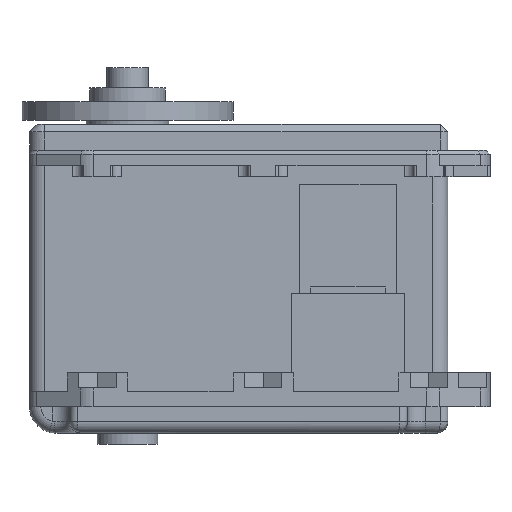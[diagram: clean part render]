
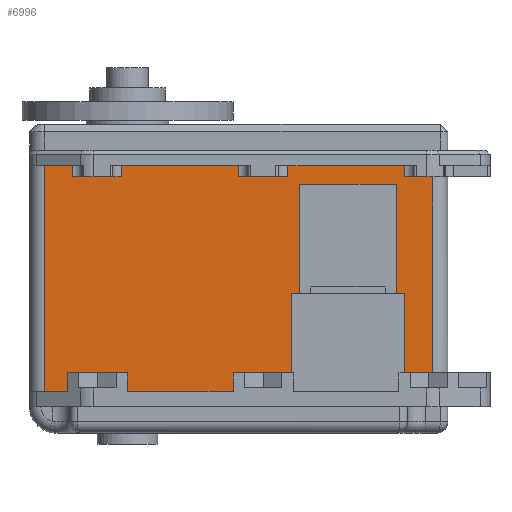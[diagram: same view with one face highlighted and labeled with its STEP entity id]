
A CAD part, left-side view. The second image highlights one B-rep face of the part: STEP entity #6996.
In plain terms, the highlighted planar face has unit normal (-1, 0, 0).
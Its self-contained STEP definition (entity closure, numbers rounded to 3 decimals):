
#650=DIRECTION('',(0.,0.,-1.));
#651=VECTOR('',#650,1.5);
#652=CARTESIAN_POINT('',(-14.5,7.25,15.));
#653=LINE('',#652,#651);
#654=DIRECTION('',(0.,0.,1.));
#655=VECTOR('',#654,1.5);
#656=CARTESIAN_POINT('',(-14.5,0.75,13.5));
#657=LINE('',#656,#655);
#658=DIRECTION('',(0.,-1.,0.));
#659=VECTOR('',#658,15.5);
#660=CARTESIAN_POINT('',(-14.5,0.75,15.));
#661=LINE('',#660,#659);
#662=DIRECTION('',(0.,0.,-1.));
#663=VECTOR('',#662,1.5);
#664=CARTESIAN_POINT('',(-14.5,-14.75,15.));
#665=LINE('',#664,#663);
#666=DIRECTION('',(0.,0.,1.));
#667=VECTOR('',#666,1.5);
#668=CARTESIAN_POINT('',(-14.5,-21.25,13.5));
#669=LINE('',#668,#667);
#670=DIRECTION('',(0.,-1.,0.));
#671=VECTOR('',#670,15.503);
#672=CARTESIAN_POINT('',(-14.5,-21.25,15.));
#673=LINE('',#672,#671);
#674=DIRECTION('',(0.,0.,-1.));
#675=VECTOR('',#674,1.5);
#676=CARTESIAN_POINT('',(-14.5,-36.753,15.));
#677=LINE('',#676,#675);
#678=DIRECTION('',(0.,1.,0.));
#679=VECTOR('',#678,0.4);
#680=CARTESIAN_POINT('',(-14.5,-40.5,-12.5));
#681=LINE('',#680,#679);
#682=DIRECTION('',(0.,1.,0.));
#683=VECTOR('',#682,0.201);
#684=CARTESIAN_POINT('',(-14.5,-40.1,-12.5));
#685=LINE('',#684,#683);
#686=DIRECTION('',(0.,1.,0.));
#687=VECTOR('',#686,3.15);
#688=CARTESIAN_POINT('',(-14.5,-39.9,-12.5));
#689=LINE('',#688,#687);
#690=DIRECTION('',(0.,0.,1.));
#691=VECTOR('',#690,10.5);
#692=CARTESIAN_POINT('',(-14.5,-36.75,-12.5));
#693=LINE('',#692,#691);
#694=DIRECTION('',(0.,1.,0.));
#695=VECTOR('',#694,1.1);
#696=CARTESIAN_POINT('',(-14.5,-36.75,-2.));
#697=LINE('',#696,#695);
#698=DIRECTION('',(0.,0.,1.));
#699=VECTOR('',#698,14.5);
#700=CARTESIAN_POINT('',(-14.5,-35.65,-2.));
#701=LINE('',#700,#699);
#702=DIRECTION('',(0.,1.,0.));
#703=VECTOR('',#702,12.8);
#704=CARTESIAN_POINT('',(-14.5,-35.65,12.5));
#705=LINE('',#704,#703);
#706=DIRECTION('',(0.,0.,1.));
#707=VECTOR('',#706,14.5);
#708=CARTESIAN_POINT('',(-14.5,-22.85,-2.));
#709=LINE('',#708,#707);
#710=DIRECTION('',(0.,1.,0.));
#711=VECTOR('',#710,1.1);
#712=CARTESIAN_POINT('',(-14.5,-22.85,-2.));
#713=LINE('',#712,#711);
#714=DIRECTION('',(0.,0.,1.));
#715=VECTOR('',#714,10.5);
#716=CARTESIAN_POINT('',(-14.5,-21.75,-12.5));
#717=LINE('',#716,#715);
#718=DIRECTION('',(0.,1.,0.));
#719=VECTOR('',#718,3.65);
#720=CARTESIAN_POINT('',(-14.5,-21.75,-12.5));
#721=LINE('',#720,#719);
#722=DIRECTION('',(0.,1.,0.));
#723=VECTOR('',#722,0.201);
#724=CARTESIAN_POINT('',(-14.5,-18.1,-12.5));
#725=LINE('',#724,#723);
#726=DIRECTION('',(0.,1.,0.));
#727=VECTOR('',#726,3.875);
#728=CARTESIAN_POINT('',(-14.5,-17.9,-12.5));
#729=LINE('',#728,#727);
#730=DIRECTION('',(0.,0.,1.));
#731=VECTOR('',#730,2.5);
#732=CARTESIAN_POINT('',(-14.5,-14.025,-15.));
#733=LINE('',#732,#731);
#734=DIRECTION('',(0.,-1.,0.));
#735=VECTOR('',#734,14.05);
#736=CARTESIAN_POINT('',(-14.5,0.025,-15.));
#737=LINE('',#736,#735);
#738=DIRECTION('',(0.,0.,1.));
#739=VECTOR('',#738,2.5);
#740=CARTESIAN_POINT('',(-14.5,0.025,-15.));
#741=LINE('',#740,#739);
#742=DIRECTION('',(0.,1.,0.));
#743=VECTOR('',#742,3.875);
#744=CARTESIAN_POINT('',(-14.5,0.025,-12.5));
#745=LINE('',#744,#743);
#746=DIRECTION('',(0.,1.,0.));
#747=VECTOR('',#746,0.201);
#748=CARTESIAN_POINT('',(-14.5,3.9,-12.5));
#749=LINE('',#748,#747);
#750=DIRECTION('',(0.,1.,0.));
#751=VECTOR('',#750,3.875);
#752=CARTESIAN_POINT('',(-14.5,4.1,-12.5));
#753=LINE('',#752,#751);
#754=DIRECTION('',(0.,0.,1.));
#755=VECTOR('',#754,2.5);
#756=CARTESIAN_POINT('',(-14.5,7.975,-15.));
#757=LINE('',#756,#755);
#758=DIRECTION('',(0.,-1.,0.));
#759=VECTOR('',#758,3.025);
#760=CARTESIAN_POINT('',(-14.5,11.,-15.));
#761=LINE('',#760,#759);
#762=DIRECTION('',(0.,-1.,0.));
#763=VECTOR('',#762,3.75);
#764=CARTESIAN_POINT('',(-14.5,11.,15.));
#765=LINE('',#764,#763);
#2328=DIRECTION('',(0.,1.,0.));
#2329=VECTOR('',#2328,6.5);
#2330=CARTESIAN_POINT('',(-14.5,0.75,13.5));
#2331=LINE('',#2330,#2329);
#2359=DIRECTION('',(0.,1.,0.));
#2360=VECTOR('',#2359,6.5);
#2361=CARTESIAN_POINT('',(-14.5,-21.25,13.5));
#2362=LINE('',#2361,#2360);
#2417=DIRECTION('',(0.,1.,0.));
#2418=VECTOR('',#2417,3.747);
#2419=CARTESIAN_POINT('',(-14.5,-40.5,13.5));
#2420=LINE('',#2419,#2418);
#3262=DIRECTION('',(0.,0.,1.));
#3263=VECTOR('',#3262,26.);
#3264=CARTESIAN_POINT('',(-14.5,-40.5,-12.5));
#3265=LINE('',#3264,#3263);
#4211=DIRECTION('',(0.,0.,-1.));
#4212=VECTOR('',#4211,30.);
#4213=CARTESIAN_POINT('',(-14.5,11.,15.));
#4214=LINE('',#4213,#4212);
#4684=CARTESIAN_POINT('',(-14.5,7.975,-15.));
#4685=CARTESIAN_POINT('',(-14.5,7.975,-12.5));
#4686=VERTEX_POINT('',#4684);
#4687=VERTEX_POINT('',#4685);
#4688=CARTESIAN_POINT('',(-14.5,0.025,-15.));
#4689=CARTESIAN_POINT('',(-14.5,0.025,-12.5));
#4690=VERTEX_POINT('',#4688);
#4691=VERTEX_POINT('',#4689);
#4692=CARTESIAN_POINT('',(-14.5,-14.025,-15.));
#4693=CARTESIAN_POINT('',(-14.5,-14.025,-12.5));
#4694=VERTEX_POINT('',#4692);
#4695=VERTEX_POINT('',#4693);
#4804=CARTESIAN_POINT('',(-14.5,-18.1,-12.5));
#4805=CARTESIAN_POINT('',(-14.5,-17.9,-12.5));
#4806=VERTEX_POINT('',#4804);
#4807=VERTEX_POINT('',#4805);
#4808=CARTESIAN_POINT('',(-14.5,3.9,-12.5));
#4809=CARTESIAN_POINT('',(-14.5,4.1,-12.5));
#4810=VERTEX_POINT('',#4808);
#4811=VERTEX_POINT('',#4809);
#4988=CARTESIAN_POINT('',(-14.5,-35.65,12.5));
#4989=CARTESIAN_POINT('',(-14.5,-22.85,12.5));
#4990=VERTEX_POINT('',#4988);
#4991=VERTEX_POINT('',#4989);
#5020=CARTESIAN_POINT('',(-14.5,-36.75,-2.));
#5021=CARTESIAN_POINT('',(-14.5,-35.65,-2.));
#5022=VERTEX_POINT('',#5020);
#5023=VERTEX_POINT('',#5021);
#5024=CARTESIAN_POINT('',(-14.5,-22.85,-2.));
#5025=CARTESIAN_POINT('',(-14.5,-21.75,-2.));
#5026=VERTEX_POINT('',#5024);
#5027=VERTEX_POINT('',#5025);
#5028=CARTESIAN_POINT('',(-14.5,-21.75,-12.5));
#5029=VERTEX_POINT('',#5028);
#5104=CARTESIAN_POINT('',(-14.5,11.,15.));
#5105=CARTESIAN_POINT('',(-14.5,11.,-15.));
#5106=VERTEX_POINT('',#5104);
#5107=VERTEX_POINT('',#5105);
#5252=CARTESIAN_POINT('',(-14.5,-39.9,-12.5));
#5253=VERTEX_POINT('',#5252);
#5254=CARTESIAN_POINT('',(-14.5,-40.1,-12.5));
#5255=VERTEX_POINT('',#5254);
#5296=CARTESIAN_POINT('',(-14.5,-36.75,-12.5));
#5298=VERTEX_POINT('',#5296);
#5302=CARTESIAN_POINT('',(-14.5,-40.5,-12.5));
#5303=VERTEX_POINT('',#5302);
#5528=CARTESIAN_POINT('',(-14.5,-40.5,13.5));
#5529=VERTEX_POINT('',#5528);
#5724=CARTESIAN_POINT('',(-14.5,7.25,15.));
#5725=CARTESIAN_POINT('',(-14.5,7.25,13.5));
#5726=VERTEX_POINT('',#5724);
#5727=VERTEX_POINT('',#5725);
#5733=CARTESIAN_POINT('',(-14.5,0.75,15.));
#5735=VERTEX_POINT('',#5733);
#5736=CARTESIAN_POINT('',(-14.5,0.75,13.5));
#5737=VERTEX_POINT('',#5736);
#5740=CARTESIAN_POINT('',(-14.5,-14.75,15.));
#5741=CARTESIAN_POINT('',(-14.5,-14.75,13.5));
#5742=VERTEX_POINT('',#5740);
#5743=VERTEX_POINT('',#5741);
#5749=CARTESIAN_POINT('',(-14.5,-21.25,15.));
#5751=VERTEX_POINT('',#5749);
#5752=CARTESIAN_POINT('',(-14.5,-21.25,13.5));
#5753=VERTEX_POINT('',#5752);
#5756=CARTESIAN_POINT('',(-14.5,-36.753,15.));
#5757=CARTESIAN_POINT('',(-14.5,-36.753,13.5));
#5758=VERTEX_POINT('',#5756);
#5759=VERTEX_POINT('',#5757);
#6921=CARTESIAN_POINT('',(-14.5,13.,-20.5));
#6922=DIRECTION('',(-1.,0.,0.));
#6923=DIRECTION('',(0.,-1.,0.));
#6924=AXIS2_PLACEMENT_3D('',#6921,#6922,#6923);
#6925=PLANE('',#6924);
#6927=ORIENTED_EDGE('',*,*,#6926,.T.);
#6929=ORIENTED_EDGE('',*,*,#6928,.F.);
#6931=ORIENTED_EDGE('',*,*,#6930,.T.);
#6933=ORIENTED_EDGE('',*,*,#6932,.T.);
#6935=ORIENTED_EDGE('',*,*,#6934,.T.);
#6937=ORIENTED_EDGE('',*,*,#6936,.F.);
#6939=ORIENTED_EDGE('',*,*,#6938,.T.);
#6941=ORIENTED_EDGE('',*,*,#6940,.T.);
#6943=ORIENTED_EDGE('',*,*,#6942,.T.);
#6945=ORIENTED_EDGE('',*,*,#6944,.F.);
#6947=ORIENTED_EDGE('',*,*,#6946,.F.);
#6949=ORIENTED_EDGE('',*,*,#6948,.T.);
#6951=ORIENTED_EDGE('',*,*,#6950,.T.);
#6953=ORIENTED_EDGE('',*,*,#6952,.T.);
#6955=ORIENTED_EDGE('',*,*,#6954,.T.);
#6957=ORIENTED_EDGE('',*,*,#6956,.T.);
#6959=ORIENTED_EDGE('',*,*,#6958,.T.);
#6961=ORIENTED_EDGE('',*,*,#6960,.T.);
#6963=ORIENTED_EDGE('',*,*,#6962,.F.);
#6965=ORIENTED_EDGE('',*,*,#6964,.T.);
#6967=ORIENTED_EDGE('',*,*,#6966,.F.);
#6969=ORIENTED_EDGE('',*,*,#6968,.T.);
#6971=ORIENTED_EDGE('',*,*,#6970,.T.);
#6973=ORIENTED_EDGE('',*,*,#6972,.T.);
#6975=ORIENTED_EDGE('',*,*,#6974,.F.);
#6977=ORIENTED_EDGE('',*,*,#6976,.F.);
#6979=ORIENTED_EDGE('',*,*,#6978,.T.);
#6981=ORIENTED_EDGE('',*,*,#6980,.T.);
#6983=ORIENTED_EDGE('',*,*,#6982,.T.);
#6985=ORIENTED_EDGE('',*,*,#6984,.T.);
#6987=ORIENTED_EDGE('',*,*,#6986,.F.);
#6989=ORIENTED_EDGE('',*,*,#6988,.F.);
#6991=ORIENTED_EDGE('',*,*,#6990,.F.);
#6993=ORIENTED_EDGE('',*,*,#6992,.T.);
#6994=EDGE_LOOP('',(#6927,#6929,#6931,#6933,#6935,#6937,#6939,#6941,#6943,#6945,
#6947,#6949,#6951,#6953,#6955,#6957,#6959,#6961,#6963,#6965,#6967,#6969,#6971,
#6973,#6975,#6977,#6979,#6981,#6983,#6985,#6987,#6989,#6991,#6993));
#6995=FACE_OUTER_BOUND('',#6994,.F.);
#6996=ADVANCED_FACE('',(#6995),#6925,.T.);
#6926=EDGE_CURVE('',#5726,#5727,#653,.T.);
#6928=EDGE_CURVE('',#5737,#5727,#2331,.T.);
#6930=EDGE_CURVE('',#5737,#5735,#657,.T.);
#6932=EDGE_CURVE('',#5735,#5742,#661,.T.);
#6934=EDGE_CURVE('',#5742,#5743,#665,.T.);
#6936=EDGE_CURVE('',#5753,#5743,#2362,.T.);
#6938=EDGE_CURVE('',#5753,#5751,#669,.T.);
#6940=EDGE_CURVE('',#5751,#5758,#673,.T.);
#6942=EDGE_CURVE('',#5758,#5759,#677,.T.);
#6944=EDGE_CURVE('',#5529,#5759,#2420,.T.);
#6946=EDGE_CURVE('',#5303,#5529,#3265,.T.);
#6948=EDGE_CURVE('',#5303,#5255,#681,.T.);
#6950=EDGE_CURVE('',#5255,#5253,#685,.T.);
#6952=EDGE_CURVE('',#5253,#5298,#689,.T.);
#6954=EDGE_CURVE('',#5298,#5022,#693,.T.);
#6956=EDGE_CURVE('',#5022,#5023,#697,.T.);
#6958=EDGE_CURVE('',#5023,#4990,#701,.T.);
#6960=EDGE_CURVE('',#4990,#4991,#705,.T.);
#6962=EDGE_CURVE('',#5026,#4991,#709,.T.);
#6964=EDGE_CURVE('',#5026,#5027,#713,.T.);
#6966=EDGE_CURVE('',#5029,#5027,#717,.T.);
#6968=EDGE_CURVE('',#5029,#4806,#721,.T.);
#6970=EDGE_CURVE('',#4806,#4807,#725,.T.);
#6972=EDGE_CURVE('',#4807,#4695,#729,.T.);
#6974=EDGE_CURVE('',#4694,#4695,#733,.T.);
#6976=EDGE_CURVE('',#4690,#4694,#737,.T.);
#6978=EDGE_CURVE('',#4690,#4691,#741,.T.);
#6980=EDGE_CURVE('',#4691,#4810,#745,.T.);
#6982=EDGE_CURVE('',#4810,#4811,#749,.T.);
#6984=EDGE_CURVE('',#4811,#4687,#753,.T.);
#6986=EDGE_CURVE('',#4686,#4687,#757,.T.);
#6988=EDGE_CURVE('',#5107,#4686,#761,.T.);
#6990=EDGE_CURVE('',#5106,#5107,#4214,.T.);
#6992=EDGE_CURVE('',#5106,#5726,#765,.T.);
